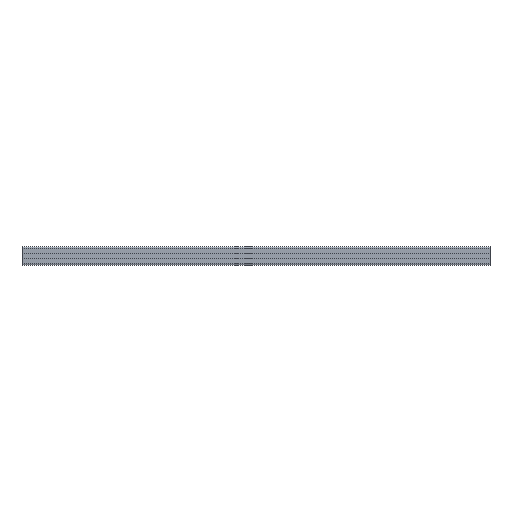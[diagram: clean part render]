
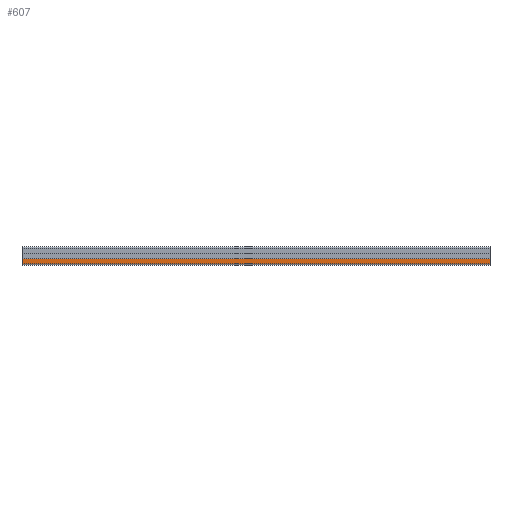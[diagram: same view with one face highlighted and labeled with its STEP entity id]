
A CAD part, front view. The second image highlights one B-rep face of the part: STEP entity #607.
In plain terms, the highlighted planar face has unit normal (0, -1, 0).
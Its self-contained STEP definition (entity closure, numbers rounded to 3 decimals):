
#607=ADVANCED_FACE('',(#1321),#1322,.T.);
#1321=FACE_OUTER_BOUND('',#2157,.T.);
#1322=PLANE('',#2158);
#2157=EDGE_LOOP('',(#3767,#3768,#3769,#3770));
#2158=AXIS2_PLACEMENT_3D('',#3771,#3772,#3773);
#3767=ORIENTED_EDGE('',*,*,#5833,.T.);
#3768=ORIENTED_EDGE('',*,*,#5834,.F.);
#3769=ORIENTED_EDGE('',*,*,#5835,.T.);
#3770=ORIENTED_EDGE('',*,*,#5830,.T.);
#3771=CARTESIAN_POINT('',(0.0,-60.0,-11.4));
#3772=DIRECTION('',(0.0,-1.0,0.0));
#3773=DIRECTION('',(0.0,0.0,-1.0));
#5830=EDGE_CURVE('',#7218,#7216,#7219,.T.);
#5833=EDGE_CURVE('',#7216,#7222,#7223,.T.);
#5834=EDGE_CURVE('',#7224,#7222,#7225,.T.);
#5835=EDGE_CURVE('',#7224,#7218,#7226,.T.);
#7216=VERTEX_POINT('',#9253);
#7218=VERTEX_POINT('',#9255);
#7219=LINE('',#9256,#9257);
#7222=VERTEX_POINT('',#9260);
#7223=LINE('',#9261,#9262);
#7224=VERTEX_POINT('',#9263);
#7225=LINE('',#9264,#9265);
#7226=LINE('',#9266,#9267);
#9253=CARTESIAN_POINT('',(1000.0,-60.0,-17.0));
#9255=CARTESIAN_POINT('',(0.0,-60.0,-17.0));
#9256=CARTESIAN_POINT('',(0.0,-60.0,-17.0));
#9257=VECTOR('',#10809,1.0);
#9260=CARTESIAN_POINT('',(1000.0,-60.0,-5.8));
#9261=CARTESIAN_POINT('',(1000.0,-60.0,-5.8));
#9262=VECTOR('',#10813,1.0);
#9263=CARTESIAN_POINT('',(0.0,-60.0,-5.8));
#9264=CARTESIAN_POINT('',(0.0,-60.0,-5.8));
#9265=VECTOR('',#10814,1.0);
#9266=CARTESIAN_POINT('',(0.0,-60.0,-5.8));
#9267=VECTOR('',#10815,1.0);
#10809=DIRECTION('',(1.0,0.0,0.0));
#10813=DIRECTION('',(0.0,0.0,1.0));
#10814=DIRECTION('',(1.0,0.0,0.0));
#10815=DIRECTION('',(0.0,0.0,-1.0));
